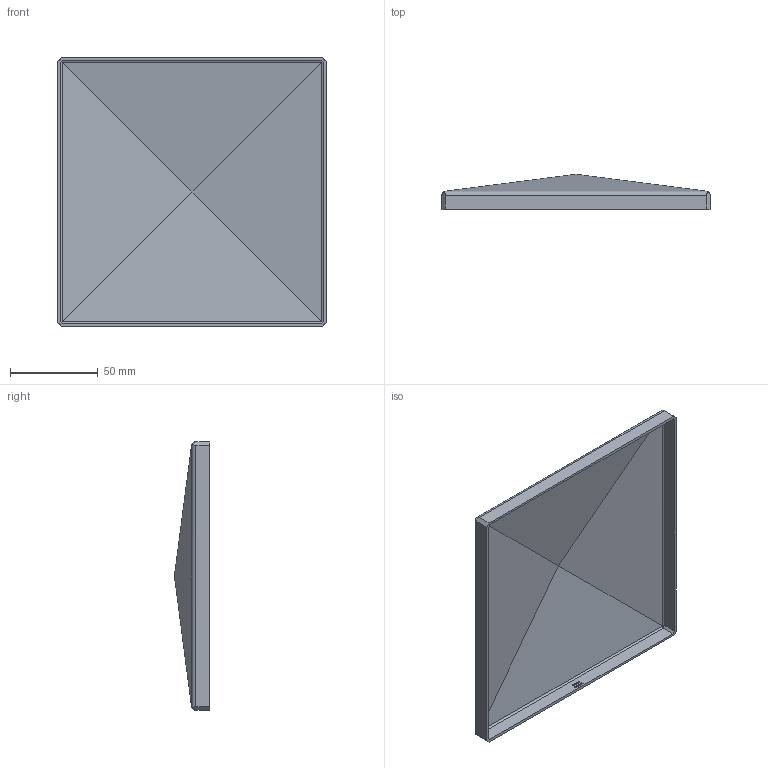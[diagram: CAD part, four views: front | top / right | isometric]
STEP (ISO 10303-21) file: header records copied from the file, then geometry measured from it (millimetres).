
FILE_DESCRIPTION (( 'STEP AP203' ), '1' );
FILE_NAME ('165-150V2A.step', '2020-11-30T09:57:26', ( '' ), ( '' ), 'SwSTEP 2.0', 'SolidWorks 2018', '' );
FILE_SCHEMA (( 'CONFIG_CONTROL_DESIGN' ));
Length unit declared in the file: millimetre
Products named in the file (2): 165-150V2A
Bounding box: 153 x 20 x 153 mm (x, y, z)
Volume: 42661.2 mm3; surface area: 57796.6 mm2
Topology: 1 solids, 1 shells, 258 faces, 679 edges, 448 vertices
Faces by surface type: plane 158, bspline 88, cylinder 12
Entity records: 12750 total; most frequent: CARTESIAN_POINT 6911, ORIENTED_EDGE 1358, DIRECTION 819, EDGE_CURVE 679, VECTOR 475, LINE 475, VERTEX_POINT 448, EDGE_LOOP 283
